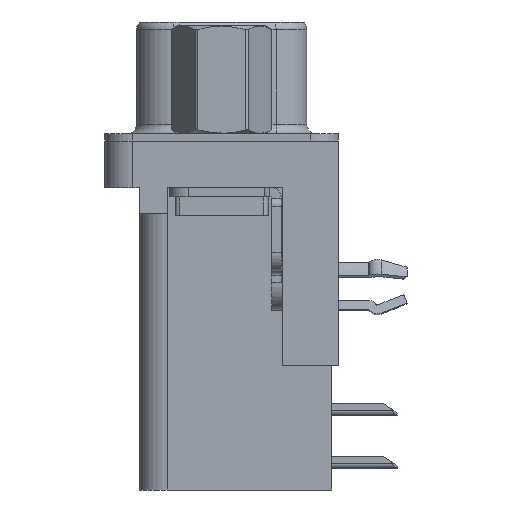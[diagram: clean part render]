
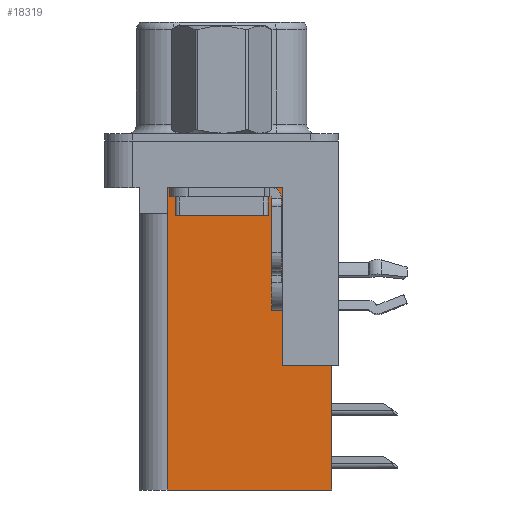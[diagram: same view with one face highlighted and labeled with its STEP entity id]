
A CAD part, left-side view. The second image highlights one B-rep face of the part: STEP entity #18319.
In plain terms, the highlighted planar face has unit normal (-1, 0, 0).
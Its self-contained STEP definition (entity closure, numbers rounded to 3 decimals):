
#373 = VERTEX_POINT ( 'NONE', #20506 ) ;
#558 = ORIENTED_EDGE ( 'NONE', *, *, #1676, .F. ) ;
#639 = ORIENTED_EDGE ( 'NONE', *, *, #24030, .T. ) ;
#715 = EDGE_CURVE ( 'NONE', #20806, #21084, #19454, .T. ) ;
#835 = EDGE_CURVE ( 'NONE', #21084, #5876, #2363, .T. ) ;
#1676 = EDGE_CURVE ( 'NONE', #25073, #373, #3892, .T. ) ;
#2051 = DIRECTION ( 'NONE',  ( 0., 1., 0. ) ) ;
#2150 = LINE ( 'NONE', #14789, #17364 ) ;
#2317 = AXIS2_PLACEMENT_3D ( 'NONE', #21728, #19737, #13920 ) ;
#2363 = LINE ( 'NONE', #12861, #23432 ) ;
#3892 = LINE ( 'NONE', #23890, #7922 ) ;
#4047 = ORIENTED_EDGE ( 'NONE', *, *, #10143, .F. ) ;
#4134 = CARTESIAN_POINT ( 'NONE',  ( 3.765, -3.295, -2.5 ) ) ;
#4590 = LINE ( 'NONE', #21809, #24975 ) ;
#4871 = CARTESIAN_POINT ( 'NONE',  ( 3.765, 2.925, -18.76 ) ) ;
#5227 = ORIENTED_EDGE ( 'NONE', *, *, #715, .T. ) ;
#5714 = CARTESIAN_POINT ( 'NONE',  ( 3.765, -3.295, -12.05 ) ) ;
#5876 = VERTEX_POINT ( 'NONE', #6449 ) ;
#6402 = ORIENTED_EDGE ( 'NONE', *, *, #18356, .T. ) ;
#6449 = CARTESIAN_POINT ( 'NONE',  ( 3.765, 2.895, -3.9 ) ) ;
#6788 = ORIENTED_EDGE ( 'NONE', *, *, #25308, .F. ) ;
#6939 = CARTESIAN_POINT ( 'NONE',  ( 3.765, -3.295, -18.76 ) ) ;
#7922 = VECTOR ( 'NONE', #10754, 1000. ) ;
#7930 = LINE ( 'NONE', #4871, #18496 ) ;
#8368 = CARTESIAN_POINT ( 'NONE',  ( 3.765, 2.925, -3.9 ) ) ;
#8987 = CARTESIAN_POINT ( 'NONE',  ( 3.765, 2.895, -2.5 ) ) ;
#10143 = EDGE_CURVE ( 'NONE', #19461, #17498, #7930, .T. ) ;
#10184 = EDGE_CURVE ( 'NONE', #24333, #20806, #12658, .T. ) ;
#10754 = DIRECTION ( 'NONE',  ( 0., 0., -1. ) ) ;
#11912 = PLANE ( 'NONE',  #2317 ) ;
#12658 = LINE ( 'NONE', #6939, #17249 ) ;
#12827 = CARTESIAN_POINT ( 'NONE',  ( 3.765, -3.295, -2.5 ) ) ;
#12861 = CARTESIAN_POINT ( 'NONE',  ( 3.765, 2.895, -3.9 ) ) ;
#13920 = DIRECTION ( 'NONE',  ( 0., 1., 0. ) ) ;
#14219 = VECTOR ( 'NONE', #23509, 1000. ) ;
#14515 = DIRECTION ( 'NONE',  ( 0., 1., 0. ) ) ;
#14789 = CARTESIAN_POINT ( 'NONE',  ( 3.765, -3.295, -18.76 ) ) ;
#15721 = EDGE_LOOP ( 'NONE', ( #5227, #23649, #6402, #4047, #6788, #558, #639, #17424 ) ) ;
#15772 = FACE_OUTER_BOUND ( 'NONE', #15721, .T. ) ;
#15879 = LINE ( 'NONE', #20472, #20517 ) ;
#15894 = DIRECTION ( 'NONE',  ( 0., 0., -1. ) ) ;
#16752 = DIRECTION ( 'NONE',  ( 0., 1., 0. ) ) ;
#17249 = VECTOR ( 'NONE', #18734, 1000. ) ;
#17364 = VECTOR ( 'NONE', #16752, 1000. ) ;
#17424 = ORIENTED_EDGE ( 'NONE', *, *, #10184, .T. ) ;
#17498 = VERTEX_POINT ( 'NONE', #8368 ) ;
#17726 = CARTESIAN_POINT ( 'NONE',  ( 3.765, -5.925, -12.05 ) ) ;
#18319 = ADVANCED_FACE ( 'NONE', ( #15772 ), #11912, .F. ) ;
#18356 = EDGE_CURVE ( 'NONE', #5876, #17498, #4590, .T. ) ;
#18496 = VECTOR ( 'NONE', #20726, 1000. ) ;
#18734 = DIRECTION ( 'NONE',  ( 0., 0., 1. ) ) ;
#19454 = LINE ( 'NONE', #12827, #14219 ) ;
#19461 = VERTEX_POINT ( 'NONE', #19713 ) ;
#19713 = CARTESIAN_POINT ( 'NONE',  ( 3.765, 2.925, -18.76 ) ) ;
#19737 = DIRECTION ( 'NONE',  ( 1., 0., 0. ) ) ;
#20472 = CARTESIAN_POINT ( 'NONE',  ( 3.765, -6.295, -12.05 ) ) ;
#20506 = CARTESIAN_POINT ( 'NONE',  ( 3.765, -5.925, -18.76 ) ) ;
#20517 = VECTOR ( 'NONE', #14515, 1000. ) ;
#20726 = DIRECTION ( 'NONE',  ( 0., 0., 1. ) ) ;
#20806 = VERTEX_POINT ( 'NONE', #4134 ) ;
#21084 = VERTEX_POINT ( 'NONE', #8987 ) ;
#21728 = CARTESIAN_POINT ( 'NONE',  ( 3.765, -3.295, -18.76 ) ) ;
#21809 = CARTESIAN_POINT ( 'NONE',  ( 3.765, 0., -3.9 ) ) ;
#23432 = VECTOR ( 'NONE', #15894, 1000. ) ;
#23509 = DIRECTION ( 'NONE',  ( 0., 1., 0. ) ) ;
#23649 = ORIENTED_EDGE ( 'NONE', *, *, #835, .T. ) ;
#23890 = CARTESIAN_POINT ( 'NONE',  ( 3.765, -5.925, -2. ) ) ;
#24030 = EDGE_CURVE ( 'NONE', #25073, #24333, #15879, .T. ) ;
#24333 = VERTEX_POINT ( 'NONE', #5714 ) ;
#24975 = VECTOR ( 'NONE', #2051, 1000. ) ;
#25073 = VERTEX_POINT ( 'NONE', #17726 ) ;
#25308 = EDGE_CURVE ( 'NONE', #373, #19461, #2150, .T. ) ;
